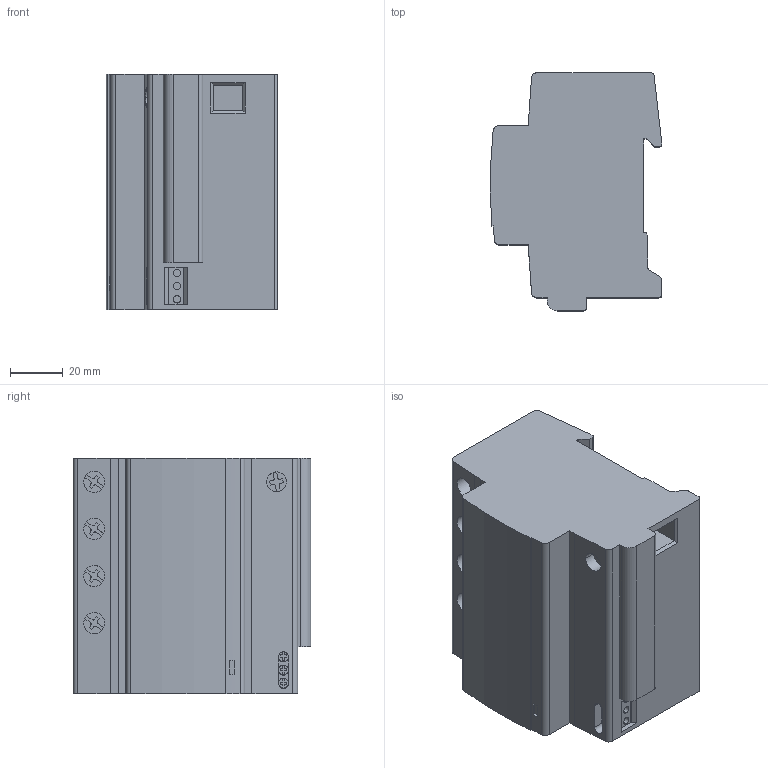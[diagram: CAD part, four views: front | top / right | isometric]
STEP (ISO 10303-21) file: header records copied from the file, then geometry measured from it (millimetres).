
FILE_DESCRIPTION((''),'2;1');
FILE_NAME('B80001005','2017-03-23T',('FRJEGUI'),(''),'CREO PARAMETRIC BY PTC INC, 2016380','CREO PARAMETRIC BY PTC INC, 2016380','');
FILE_SCHEMA(('CONFIG_CONTROL_DESIGN'));
Length unit declared in the file: millimetre
Products named in the file (1): B80001005
Bounding box: 64.77 x 90 x 89 mm (x, y, z)
Volume: 397573.3 mm3; surface area: 41564.9 mm2
Topology: 1 solids, 4 shells, 317 faces, 849 edges, 556 vertices
Faces by surface type: plane 235, cylinder 82
Entity records: 10458 total; most frequent: CARTESIAN_POINT 2341, ORIENTED_EDGE 1698, DIRECTION 1659, EDGE_CURVE 849, VECTOR 649, LINE 649, VERTEX_POINT 556, AXIS2_PLACEMENT_3D 505
